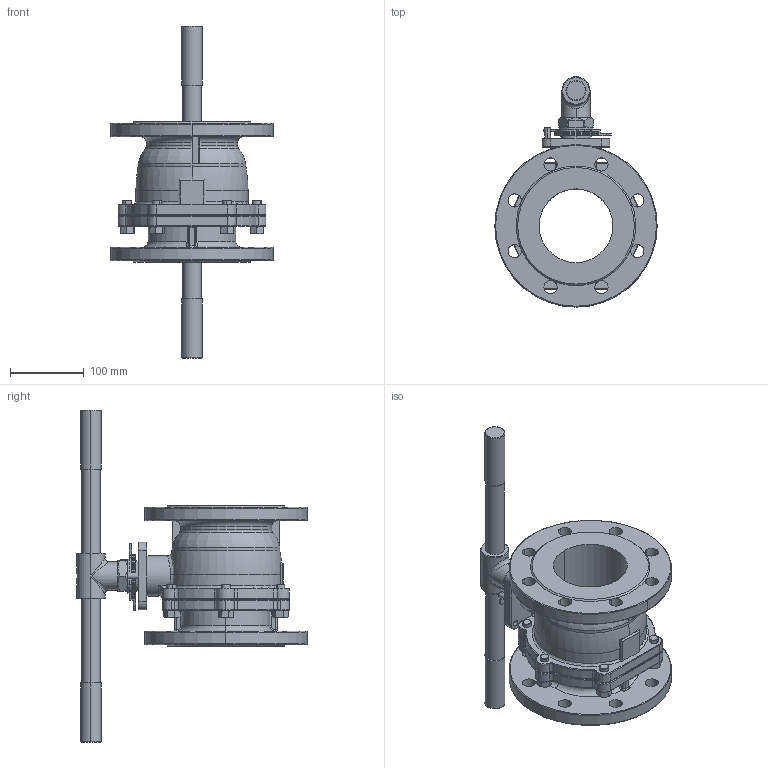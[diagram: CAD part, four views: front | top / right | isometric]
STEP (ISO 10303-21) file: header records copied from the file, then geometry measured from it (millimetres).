
FILE_DESCRIPTION (( 'STEP AP203' ), '1' );
FILE_NAME ('MD-27-PN16-DN100.STEP', '2019-10-28T03:39:26', ( '' ), ( '' ), 'SwSTEP 2.0', 'SolidWorks 2012', '' );
FILE_SCHEMA (( 'CONFIG_CONTROL_DESIGN' ));
Length unit declared in the file: millimetre
Products named in the file (7): MD-27-PN16-DN100; MD-27-PN16-DN100-NUT; MD-27-PN16-DN100-BLOT; MD-27-PN16-DN100-HANDLE; MD-27-PN16-DN100-LOCK PLANT; MD-27-PN16-DN100-END CAP; MD-27-PN16-DN100-BODY
Assembly tree (16 placements, depth 2):
  MD-27-PN16-DN100
    MD-27-PN16-DN100-BODY
    MD-27-PN16-DN100-END CAP
    MD-27-PN16-DN100-LOCK PLANT
    MD-27-PN16-DN100-HANDLE
    MD-27-PN16-DN100-BLOT  x6
    MD-27-PN16-DN100-NUT  x6
Bounding box: 220 x 312.01 x 450 mm (x, y, z)
Volume: 3026546.7 mm3; surface area: 445054.2 mm2
Topology: 19 solids, 19 shells, 720 faces, 1714 edges, 1032 vertices
Faces by surface type: cylinder 261, plane 177, torus 139, cone 124, bspline 19
Entity records: 19809 total; most frequent: CARTESIAN_POINT 5124, DIRECTION 3141, ORIENTED_EDGE 2756, EDGE_CURVE 1378, AXIS2_PLACEMENT_3D 1335, VERTEX_POINT 842, CIRCLE 775, EDGE_LOOP 644
